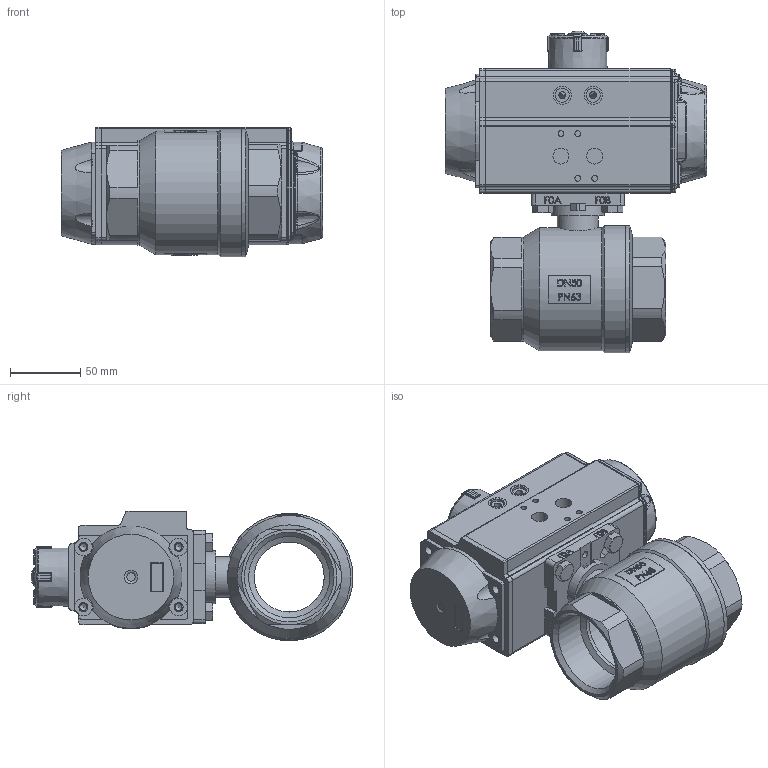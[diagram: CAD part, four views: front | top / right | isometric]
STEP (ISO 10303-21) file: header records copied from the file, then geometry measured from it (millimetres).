
FILE_DESCRIPTION(/* description */ ('Unknown'),/* implementation_level */ '2;1');
FILE_NAME(/* name */ 'PD03 9652-09',/* time_stamp */ '2025-01-15T10:04:24+01:00',/* author */ ('Unknown'),/* organization */ ('Unknown'),/* preprocessor_version */ 'ST-DEVELOPER v19.4',/* originating_system */ 'Solid Edge',/* authorisation */ 'Unknown');
FILE_SCHEMA (('AUTOMOTIVE_DESIGN {1 0 10303 214 3 1 1}'));
Length unit declared in the file: millimetre
Products named in the file (19): PD039652-09; 9652-09; T(樓馱)-DN50; Z-DN50; G(樓馱)-DN50; M-DN50; LM-DN50; FS-DN50; DIN 933 M8x22 A2-70 BLK_EDST; PD03_PE02; vt65-2016-06-25; Optische Anzeige; ______; ________(___________; cup head nib bolts with large head gb_GB_FASTENER_BOLT_CHNBW M6X25-N; ____65______ ______; VT65_____________MIR; zhou65; VTE65____
Assembly tree (25 placements, depth 4):
  PD039652-09
    9652-09
      T(樓馱)-DN50
      Z-DN50
      G(樓馱)-DN50
      M-DN50
      LM-DN50
      FS-DN50
    DIN 933 M8x22 A2-70 BLK_EDST  x4
    PD03_PE02
      vt65-2016-06-25
      Optische Anzeige
        ______
        ________(___________  x4
        cup head nib bolts with large head gb_GB_FASTENER_BOLT_CHNBW M6X25-N
      ____65______ ______  x2
      VT65_____________MIR
      zhou65
      VTE65____
Bounding box: 186.5 x 229.81 x 92.5 mm (x, y, z)
Volume: 944467.6 mm3; surface area: 312705.8 mm2
Topology: 22 solids, 22 shells, 2595 faces, 6499 edges, 4058 vertices
Faces by surface type: plane 881, cylinder 747, bspline 520, torus 262, cone 152, sphere 33
Full cylindrical faces by diameter (mm): 3 x16, 3.3 x8, 4.134 x8, 4.66 x1, 4.917 x15, 5 x2, 6 x1, 6.2 x1, 6.5 x4, 6.647 x4, 8 x4, 10 x8, 11 x1, 11.4 x1, 11.445 x2, 12 x1, 12.5 x2, 12.9 x1, 13 x6, 13.4 x1, 14 x5, 15 x1, 16.2 x18, 17 x3, 18 x2, 18.1 x1, 20 x2, 22.5 x2, 22.7 x2, 24.2 x1
Entity records: 74261 total; most frequent: CARTESIAN_POINT 30297, ORIENTED_EDGE 9370, DIRECTION 7944, EDGE_CURVE 4685, VERTEX_POINT 3141, AXIS2_PLACEMENT_3D 3031, FACE_BOUND 2486, EDGE_LOOP 2466
